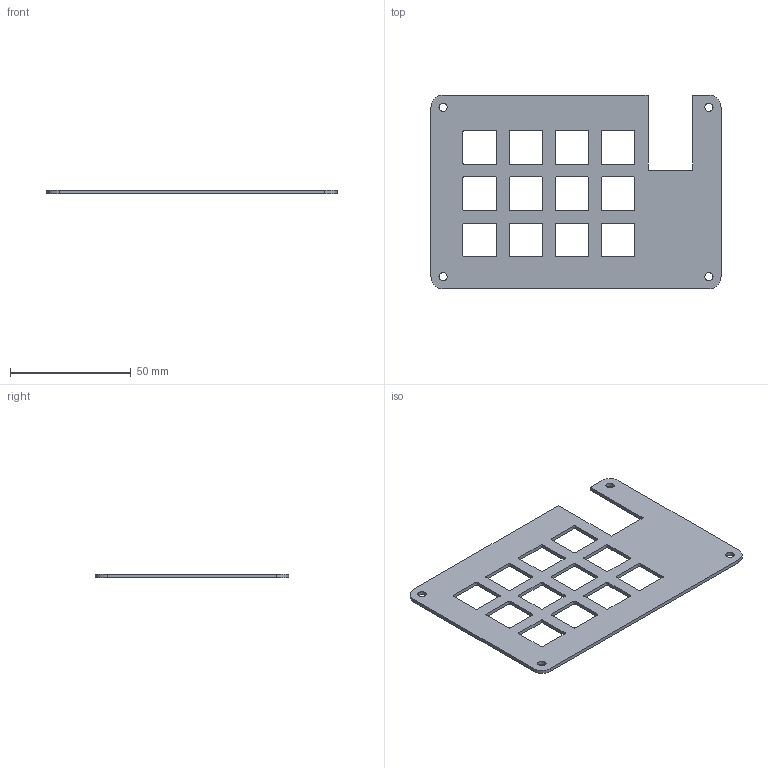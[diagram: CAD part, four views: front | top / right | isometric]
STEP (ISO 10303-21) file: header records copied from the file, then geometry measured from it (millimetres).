
FILE_DESCRIPTION(/* description */ (''),/* implementation_level */ '2;1');
FILE_NAME(/* name */ 'top.step',/* time_stamp */ '2025-05-29T12:36:49-07:00',/* author */ (''),/* organization */ (''),/* preprocessor_version */ 'ST-DEVELOPER v20.1',/* originating_system */ 'Autodesk Translation Framework v14.10.0.0',/* authorisation */ '');
FILE_SCHEMA (('AUTOMOTIVE_DESIGN { 1 0 10303 214 3 1 1 }'));
Length unit declared in the file: millimetre
Products named in the file (1): 2025-05-29-00-08-38-902
Bounding box: 119.96 x 80.13 x 1.5 mm (x, y, z)
Volume: 9947.2 mm3; surface area: 14999.9 mm2
Topology: 1 solids, 1 shells, 114 faces, 336 edges, 224 vertices
Faces by surface type: plane 58, cylinder 56
Full cylindrical faces by diameter (mm): 3.4 x4
Entity records: 3929 total; most frequent: DIRECTION 678, CARTESIAN_POINT 675, ORIENTED_EDGE 672, EDGE_CURVE 336, AXIS2_PLACEMENT_3D 227, LINE 224, VECTOR 224, VERTEX_POINT 224
